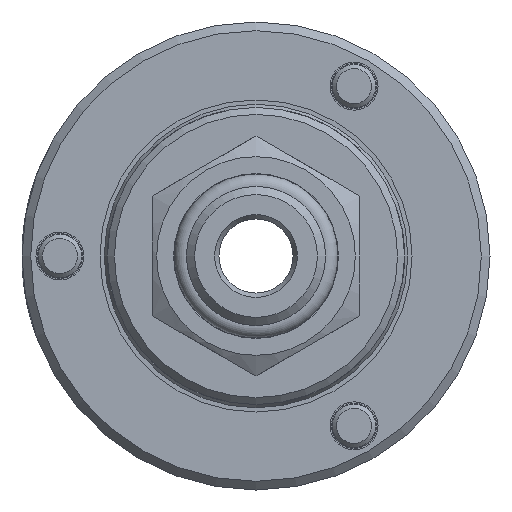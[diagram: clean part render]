
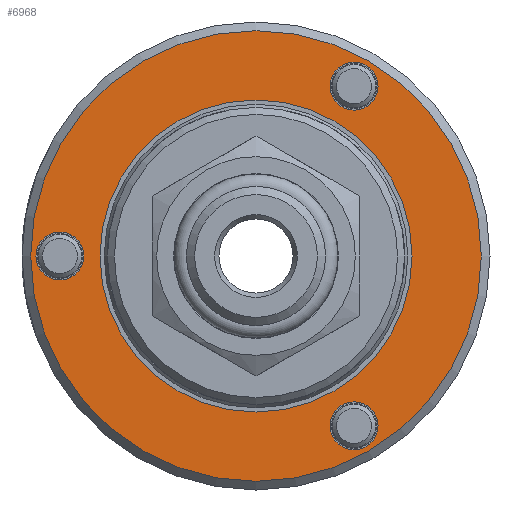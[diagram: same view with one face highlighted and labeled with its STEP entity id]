
A CAD part, left-side view. The second image highlights one B-rep face of the part: STEP entity #6968.
In plain terms, the highlighted planar face has unit normal (-1, 0, 0).
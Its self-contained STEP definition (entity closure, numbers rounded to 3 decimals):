
#286=PLANE('',#7415);
#422=FACE_BOUND('',#2094,.T.);
#423=FACE_BOUND('',#2095,.T.);
#424=FACE_BOUND('',#2096,.T.);
#425=FACE_BOUND('',#2097,.T.);
#1681=FACE_OUTER_BOUND('',#2093,.T.);
#2093=EDGE_LOOP('',(#4736));
#2094=EDGE_LOOP('',(#4737,#4738));
#2095=EDGE_LOOP('',(#4739,#4740));
#2096=EDGE_LOOP('',(#4741,#4742));
#2097=EDGE_LOOP('',(#4743,#4744));
#2552=CIRCLE('',#7413,17.9);
#2553=CIRCLE('',#7414,17.9);
#2554=CIRCLE('',#7416,25.85);
#2555=CIRCLE('',#7417,2.75);
#2556=CIRCLE('',#7418,2.75);
#2557=CIRCLE('',#7419,2.75);
#2558=CIRCLE('',#7420,2.75);
#2559=CIRCLE('',#7421,2.75);
#2560=CIRCLE('',#7422,2.75);
#2860=VERTEX_POINT('',#10014);
#2861=VERTEX_POINT('',#10015);
#2862=VERTEX_POINT('',#10020);
#2863=VERTEX_POINT('',#10022);
#2864=VERTEX_POINT('',#10023);
#2865=VERTEX_POINT('',#10026);
#2866=VERTEX_POINT('',#10027);
#2867=VERTEX_POINT('',#10030);
#2868=VERTEX_POINT('',#10031);
#3609=EDGE_CURVE('',#2860,#2861,#2552,.T.);
#3610=EDGE_CURVE('',#2861,#2860,#2553,.T.);
#3612=EDGE_CURVE('',#2862,#2862,#2554,.T.);
#3613=EDGE_CURVE('',#2863,#2864,#2555,.T.);
#3614=EDGE_CURVE('',#2864,#2863,#2556,.T.);
#3615=EDGE_CURVE('',#2865,#2866,#2557,.T.);
#3616=EDGE_CURVE('',#2866,#2865,#2558,.T.);
#3617=EDGE_CURVE('',#2867,#2868,#2559,.T.);
#3618=EDGE_CURVE('',#2868,#2867,#2560,.T.);
#4736=ORIENTED_EDGE('',*,*,#3612,.F.);
#4737=ORIENTED_EDGE('',*,*,#3613,.T.);
#4738=ORIENTED_EDGE('',*,*,#3614,.T.);
#4739=ORIENTED_EDGE('',*,*,#3615,.T.);
#4740=ORIENTED_EDGE('',*,*,#3616,.T.);
#4741=ORIENTED_EDGE('',*,*,#3617,.T.);
#4742=ORIENTED_EDGE('',*,*,#3618,.T.);
#4743=ORIENTED_EDGE('',*,*,#3609,.T.);
#4744=ORIENTED_EDGE('',*,*,#3610,.T.);
#6968=ADVANCED_FACE('',(#1681,#422,#423,#424,#425),#286,.T.);
#7413=AXIS2_PLACEMENT_3D('',#10016,#8031,#8032);
#7414=AXIS2_PLACEMENT_3D('',#10017,#8033,#8034);
#7415=AXIS2_PLACEMENT_3D('',#10019,#8036,#8037);
#7416=AXIS2_PLACEMENT_3D('',#10021,#8038,#8039);
#7417=AXIS2_PLACEMENT_3D('',#10024,#8040,#8041);
#7418=AXIS2_PLACEMENT_3D('',#10025,#8042,#8043);
#7419=AXIS2_PLACEMENT_3D('',#10028,#8044,#8045);
#7420=AXIS2_PLACEMENT_3D('',#10029,#8046,#8047);
#7421=AXIS2_PLACEMENT_3D('',#10032,#8048,#8049);
#7422=AXIS2_PLACEMENT_3D('',#10033,#8050,#8051);
#8031=DIRECTION('center_axis',(1.,0.,0.));
#8032=DIRECTION('ref_axis',(0.,1.,0.));
#8033=DIRECTION('center_axis',(1.,0.,0.));
#8034=DIRECTION('ref_axis',(0.,1.,0.));
#8036=DIRECTION('center_axis',(-1.,0.,0.));
#8037=DIRECTION('ref_axis',(0.,0.,1.));
#8038=DIRECTION('center_axis',(1.,0.,0.));
#8039=DIRECTION('ref_axis',(0.,-1.,0.));
#8040=DIRECTION('center_axis',(1.,0.,0.));
#8041=DIRECTION('ref_axis',(0.,0.866,-0.5));
#8042=DIRECTION('center_axis',(1.,0.,0.));
#8043=DIRECTION('ref_axis',(0.,0.866,-0.5));
#8044=DIRECTION('center_axis',(1.,0.,0.));
#8045=DIRECTION('ref_axis',(0.,-0.866,-0.5));
#8046=DIRECTION('center_axis',(1.,0.,0.));
#8047=DIRECTION('ref_axis',(0.,-0.866,-0.5));
#8048=DIRECTION('center_axis',(1.,0.,0.));
#8049=DIRECTION('ref_axis',(0.,0.,1.));
#8050=DIRECTION('center_axis',(1.,0.,0.));
#8051=DIRECTION('ref_axis',(0.,0.,1.));
#10014=CARTESIAN_POINT('',(5.1,17.9,0.));
#10015=CARTESIAN_POINT('',(5.1,-17.9,0.));
#10016=CARTESIAN_POINT('Origin',(5.1,0.,0.));
#10017=CARTESIAN_POINT('Origin',(5.1,0.,0.));
#10019=CARTESIAN_POINT('Origin',(5.1,21.054,0.));
#10020=CARTESIAN_POINT('',(5.1,25.85,0.));
#10021=CARTESIAN_POINT('Origin',(5.1,0.,0.));
#10022=CARTESIAN_POINT('',(5.1,-8.868,-20.861));
#10023=CARTESIAN_POINT('',(5.1,-13.632,-18.111));
#10024=CARTESIAN_POINT('Origin',(5.1,-11.25,-19.486));
#10025=CARTESIAN_POINT('Origin',(5.1,-11.25,-19.486));
#10026=CARTESIAN_POINT('',(5.1,-13.632,18.111));
#10027=CARTESIAN_POINT('',(5.1,-8.868,20.861));
#10028=CARTESIAN_POINT('Origin',(5.1,-11.25,19.486));
#10029=CARTESIAN_POINT('Origin',(5.1,-11.25,19.486));
#10030=CARTESIAN_POINT('',(5.1,22.5,2.75));
#10031=CARTESIAN_POINT('',(5.1,22.5,-2.75));
#10032=CARTESIAN_POINT('Origin',(5.1,22.5,0.));
#10033=CARTESIAN_POINT('Origin',(5.1,22.5,0.));
